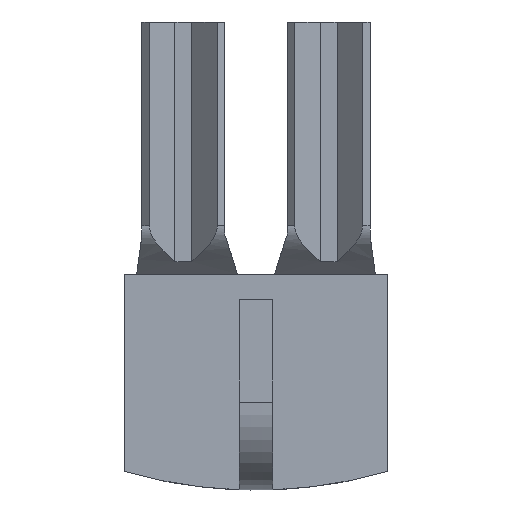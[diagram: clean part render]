
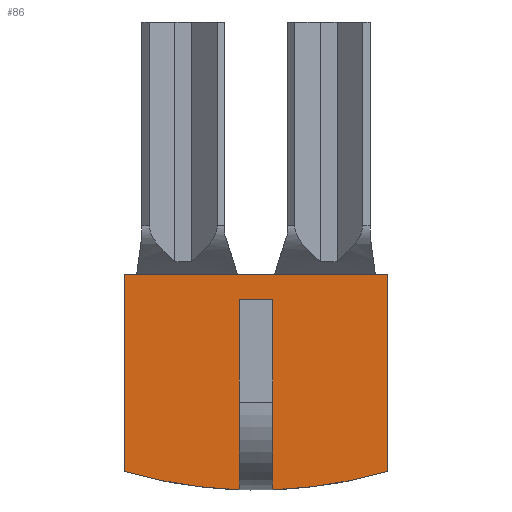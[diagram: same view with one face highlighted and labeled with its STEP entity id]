
A CAD part, top view. The second image highlights one B-rep face of the part: STEP entity #86.
In plain terms, the highlighted planar face has unit normal (0, 0, 1).
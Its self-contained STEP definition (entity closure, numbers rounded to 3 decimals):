
#86=ADVANCED_FACE('',(#208),#209,.T.);
#208=FACE_OUTER_BOUND('',#365,.T.);
#209=PLANE('',#366);
#365=EDGE_LOOP('',(#639,#640,#641,#642,#643,#644,#645,#646));
#366=AXIS2_PLACEMENT_3D('',#647,#648,#649);
#639=ORIENTED_EDGE('',*,*,#1083,.T.);
#640=ORIENTED_EDGE('',*,*,#1084,.T.);
#641=ORIENTED_EDGE('',*,*,#1085,.F.);
#642=ORIENTED_EDGE('',*,*,#1078,.F.);
#643=ORIENTED_EDGE('',*,*,#1073,.T.);
#644=ORIENTED_EDGE('',*,*,#1086,.T.);
#645=ORIENTED_EDGE('',*,*,#1087,.F.);
#646=ORIENTED_EDGE('',*,*,#1076,.T.);
#647=CARTESIAN_POINT('',(9.075,10.,5.6));
#648=DIRECTION('',(0.,0.,1.0));
#649=DIRECTION('',(-1.0,0.,0.));
#1073=EDGE_CURVE('',#1262,#1260,#1263,.T.);
#1076=EDGE_CURVE('',#1266,#1267,#1268,.T.);
#1078=EDGE_CURVE('',#1262,#1270,#1271,.T.);
#1083=EDGE_CURVE('',#1267,#1278,#1279,.T.);
#1084=EDGE_CURVE('',#1278,#1280,#1281,.T.);
#1085=EDGE_CURVE('',#1270,#1280,#1282,.T.);
#1086=EDGE_CURVE('',#1260,#1283,#1284,.T.);
#1087=EDGE_CURVE('',#1266,#1283,#1285,.T.);
#1260=VERTEX_POINT('',#1522);
#1262=VERTEX_POINT('',#1525);
#1263=LINE('',#1526,#1527);
#1266=VERTEX_POINT('',#1531);
#1267=VERTEX_POINT('',#1532);
#1268=CIRCLE('',#1533,65.0);
#1270=VERTEX_POINT('',#1536);
#1271=CIRCLE('',#1537,65.0);
#1278=VERTEX_POINT('',#1546);
#1279=LINE('',#1547,#1548);
#1280=VERTEX_POINT('',#1549);
#1281=LINE('',#1550,#1551);
#1282=LINE('',#1552,#1553);
#1283=VERTEX_POINT('',#1554);
#1284=LINE('',#1555,#1556);
#1285=LINE('',#1557,#1558);
#1522=CARTESIAN_POINT('',(36.3,29.7,5.6));
#1525=CARTESIAN_POINT('',(36.3,2.585,5.6));
#1526=CARTESIAN_POINT('',(36.3,140.265,5.6));
#1527=VECTOR('',#2327,1.0);
#1531=CARTESIAN_POINT('',(0.,2.585,5.6));
#1532=CARTESIAN_POINT('',(15.85,0.041,5.6));
#1533=AXIS2_PLACEMENT_3D('',#2329,#2330,#2331);
#1536=CARTESIAN_POINT('',(20.45,0.041,5.6));
#1537=AXIS2_PLACEMENT_3D('',#2333,#2334,#2335);
#1546=CARTESIAN_POINT('',(15.85,26.2,5.6));
#1547=CARTESIAN_POINT('',(15.85,140.265,5.6));
#1548=VECTOR('',#2341,1.0);
#1549=CARTESIAN_POINT('',(20.45,26.2,5.6));
#1550=CARTESIAN_POINT('',(-0.05,26.2,5.6));
#1551=VECTOR('',#2342,1.0);
#1552=CARTESIAN_POINT('',(20.45,140.265,5.6));
#1553=VECTOR('',#2343,1.0);
#1554=CARTESIAN_POINT('',(0.,29.7,5.6));
#1555=CARTESIAN_POINT('',(-0.05,29.7,5.6));
#1556=VECTOR('',#2344,1.0);
#1557=CARTESIAN_POINT('',(0.,140.265,5.6));
#1558=VECTOR('',#2345,1.0);
#2327=DIRECTION('',(0.,1.0,0.));
#2329=CARTESIAN_POINT('',(18.15,65.,5.6));
#2330=DIRECTION('',(0.,0.,1.0));
#2331=DIRECTION('',(1.0,0.,0.));
#2333=CARTESIAN_POINT('',(18.15,65.,5.6));
#2334=DIRECTION('',(0.,0.,-1.0));
#2335=DIRECTION('',(1.0,0.,0.));
#2341=DIRECTION('',(0.,1.0,0.));
#2342=DIRECTION('',(1.0,0.,0.));
#2343=DIRECTION('',(0.,1.0,0.));
#2344=DIRECTION('',(-1.0,0.,0.));
#2345=DIRECTION('',(0.,1.0,0.));
